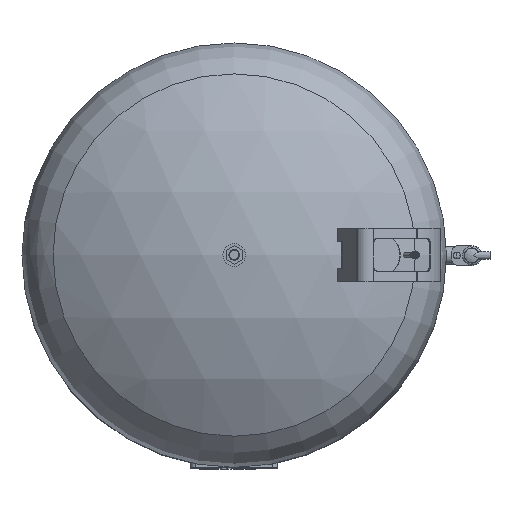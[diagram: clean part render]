
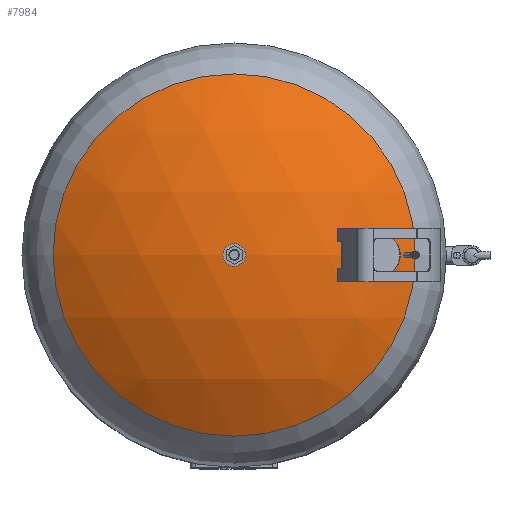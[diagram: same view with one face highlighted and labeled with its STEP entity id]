
A CAD part, top view. The second image highlights one B-rep face of the part: STEP entity #7984.
In plain terms, the highlighted spherical face has radius 509 mm.
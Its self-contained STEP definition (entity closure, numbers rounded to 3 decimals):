
#35=SPHERICAL_SURFACE($,#8657,509.);
#1893=FACE_OUTER_BOUND($,#2481,.T.);
#2481=EDGE_LOOP($,(#5694));
#3090=CIRCLE($,#8658,270.639);
#3588=VERTEX_POINT($,#13252);
#4398=EDGE_CURVE($,#3588,#3588,#3090,.T.);
#5694=ORIENTED_EDGE($,*,*,#4398,.T.);
#7984=ADVANCED_FACE($,(#1893),#35,.T.);
#8657=AXIS2_PLACEMENT_3D($,#13251,#9895,#9896);
#8658=AXIS2_PLACEMENT_3D($,#13253,#9897,#9898);
#9895=DIRECTION('center_axis',(0.,-1.,0.));
#9896=DIRECTION('ref_axis',(1.,0.,0.));
#9897=DIRECTION('center_axis',(0.,0.,
1.));
#9898=DIRECTION('ref_axis',(-1.,0.,0.));
#13251=CARTESIAN_POINT('Origin',(0.,0.,
428.));
#13252=CARTESIAN_POINT('',(-270.639,0.,859.086));
#13253=CARTESIAN_POINT('Origin',(0.,0.,
859.086));
